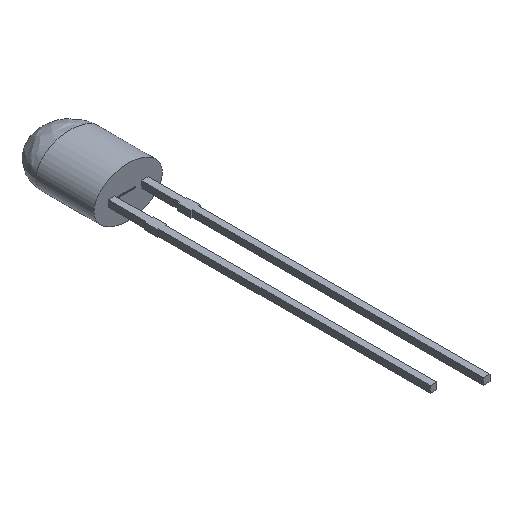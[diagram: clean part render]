
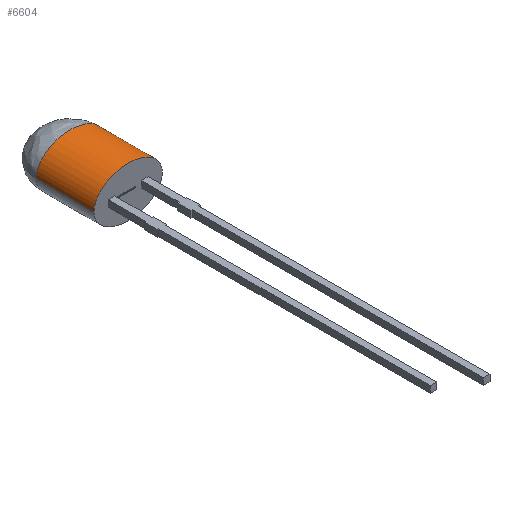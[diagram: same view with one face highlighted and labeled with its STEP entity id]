
A CAD part, isometric view. The second image highlights one B-rep face of the part: STEP entity #6604.
In plain terms, the highlighted free-form (B-spline) face has degree [3, 1] with [4, 2] control points.
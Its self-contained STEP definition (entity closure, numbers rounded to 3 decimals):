
#776 = CARTESIAN_POINT ( 'NONE',  ( -2.6, 0., 0. ) ) ;
#777 = CARTESIAN_POINT ( 'NONE',  ( -2.6, 0., 3.8 ) ) ;
#778 = CARTESIAN_POINT ( 'NONE',  ( 2.6, 0., 3.8 ) ) ;
#779 = CARTESIAN_POINT ( 'NONE',  ( 2.6, 0., 0. ) ) ;
#1200 = LINE ( 'NONE', #1201, #1675 ) ;
#1201 = CARTESIAN_POINT ( 'NONE',  ( 2.6, 4.4, 0. ) ) ;
#1202 = DIRECTION ( 'NONE',  ( 0., -1., 0. ) ) ;
#1214 = CARTESIAN_POINT ( 'NONE',  ( -2.6, 4.4, 0. ) ) ;
#1215 = CARTESIAN_POINT ( 'NONE',  ( -2.6, 4.4, 3.8 ) ) ;
#1216 = CARTESIAN_POINT ( 'NONE',  ( 2.6, 4.4, 3.8 ) ) ;
#1217 = CARTESIAN_POINT ( 'NONE',  ( 2.6, 4.4, 0. ) ) ;
#1219 = LINE ( 'NONE', #1220, #1676 ) ;
#1220 = CARTESIAN_POINT ( 'NONE',  ( -2.6, 4.4, 0. ) ) ;
#1221 = DIRECTION ( 'NONE',  ( 0., -1., 0. ) ) ;
#1675 = VECTOR ( 'NONE', #1202, 1000. ) ;
#1676 = VECTOR ( 'NONE', #1221, 1000. ) ;
#1730 = EDGE_CURVE ( 'NONE', #2037, #2029, #4356, .T. ) ;
#1839 = EDGE_CURVE ( 'NONE', #2028, #2029, #1200, .T. ) ;
#1843 = EDGE_CURVE ( 'NONE', #2031, #2028, #4368, .T. ) ;
#1844 = EDGE_CURVE ( 'NONE', #2031, #2037, #1219, .T. ) ;
#2028 = VERTEX_POINT ( 'NONE', #7109 ) ;
#2029 = VERTEX_POINT ( 'NONE', #7110 ) ;
#2031 = VERTEX_POINT ( 'NONE', #7112 ) ;
#2037 = VERTEX_POINT ( 'NONE', #7118 ) ;
#2183 = CARTESIAN_POINT ( 'NONE',  ( -2.6, 4.4, 0. ) ) ;
#2184 = CARTESIAN_POINT ( 'NONE',  ( -2.6, 0., 0. ) ) ;
#2185 = CARTESIAN_POINT ( 'NONE',  ( -2.6, 4.4, 3.8 ) ) ;
#2186 = CARTESIAN_POINT ( 'NONE',  ( -2.6, 0., 3.8 ) ) ;
#2187 = CARTESIAN_POINT ( 'NONE',  ( 2.6, 4.4, 3.8 ) ) ;
#2188 = CARTESIAN_POINT ( 'NONE',  ( 2.6, 0., 3.8 ) ) ;
#2189 = CARTESIAN_POINT ( 'NONE',  ( 2.6, 4.4, 0. ) ) ;
#2190 = CARTESIAN_POINT ( 'NONE',  ( 2.6, 0., 0. ) ) ;
#3353 = ORIENTED_EDGE ( 'NONE', *, *, #1839, .F. ) ;
#3354 = ORIENTED_EDGE ( 'NONE', *, *, #1730, .T. ) ;
#3355 = ORIENTED_EDGE ( 'NONE', *, *, #1843, .F. ) ;
#3356 = ORIENTED_EDGE ( 'NONE', *, *, #1844, .T. ) ;
#4304 = EDGE_LOOP ( 'NONE', ( #3353, #3355, #3356, #3354 ) ) ;
#4356 =( BOUNDED_CURVE ( )  B_SPLINE_CURVE ( 3, ( #776, #777, #778, #779 ),
 .UNSPECIFIED., .F., .F. ) 
 B_SPLINE_CURVE_WITH_KNOTS ( ( 4, 4 ),
 ( 0., 3.142 ),
 .UNSPECIFIED. ) 
 CURVE ( )  GEOMETRIC_REPRESENTATION_ITEM ( )  RATIONAL_B_SPLINE_CURVE ( ( 1., 0.333, 0.333, 1. ) ) 
 REPRESENTATION_ITEM ( '' )  );
#4368 =( BOUNDED_CURVE ( )  B_SPLINE_CURVE ( 3, ( #1214, #1215, #1216, #1217 ),
 .UNSPECIFIED., .F., .F. ) 
 B_SPLINE_CURVE_WITH_KNOTS ( ( 4, 4 ),
 ( 0., 0.5 ),
 .UNSPECIFIED. ) 
 CURVE ( )  GEOMETRIC_REPRESENTATION_ITEM ( )  RATIONAL_B_SPLINE_CURVE ( ( 1., 0.333, 0.333, 1. ) ) 
 REPRESENTATION_ITEM ( '' )  );
#6604 = ADVANCED_FACE ( 'NONE', ( #9192 ), #9838, .F. ) ;
#7109 = CARTESIAN_POINT ( 'NONE',  ( 2.6, 4.4, 0. ) ) ;
#7110 = CARTESIAN_POINT ( 'NONE',  ( 2.6, 0., 0. ) ) ;
#7112 = CARTESIAN_POINT ( 'NONE',  ( -2.6, 4.4, 0. ) ) ;
#7118 = CARTESIAN_POINT ( 'NONE',  ( -2.6, 0., 0. ) ) ;
#9192 = FACE_OUTER_BOUND ( 'NONE', #4304, .T. ) ;
#9838 =( BOUNDED_SURFACE ( )  B_SPLINE_SURFACE ( 3, 1, ( 
 ( #2183, #2184 ),
 ( #2185, #2186 ),
 ( #2187, #2188 ),
 ( #2189, #2190 ) ),
 .UNSPECIFIED., .F., .F., .F. ) 
 B_SPLINE_SURFACE_WITH_KNOTS ( ( 4, 4 ),
 ( 2, 2 ),
 ( 0., 1. ),
 ( 0., 1. ),
 .UNSPECIFIED. ) 
 GEOMETRIC_REPRESENTATION_ITEM ( )  RATIONAL_B_SPLINE_SURFACE ( (
 ( 1., 1.),
 ( 0.333, 0.333),
 ( 0.333, 0.333),
 ( 1., 1.) ) ) 
 REPRESENTATION_ITEM ( '' )  SURFACE ( )  );
